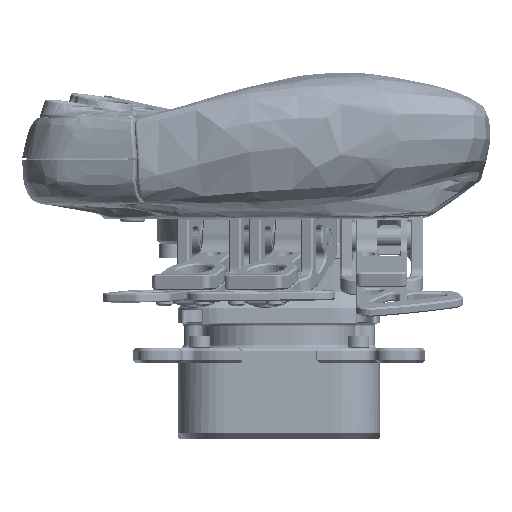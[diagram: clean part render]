
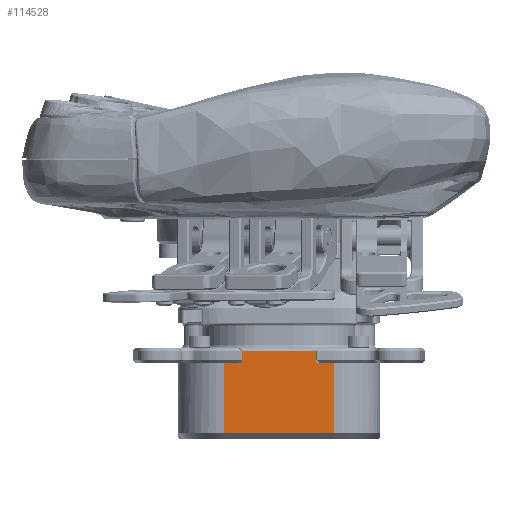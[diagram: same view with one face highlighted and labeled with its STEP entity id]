
A CAD part, left-side view. The second image highlights one B-rep face of the part: STEP entity #114528.
In plain terms, the highlighted planar face has unit normal (-1, 0, 0).
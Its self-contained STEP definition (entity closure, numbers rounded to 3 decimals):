
#4896=PLANE('',#123417);
#13286=FACE_OUTER_BOUND('',#20348,.T.);
#20348=EDGE_LOOP('',(#105018,#105019,#105020,#105021,#105022,#105023,#105024,
#105025));
#37179=LINE('',#808183,#43042);
#37180=LINE('',#808188,#43043);
#37181=LINE('',#808190,#43044);
#37182=LINE('',#808192,#43045);
#37183=LINE('',#808194,#43046);
#37184=LINE('',#808195,#43047);
#37185=LINE('',#808197,#43048);
#37186=LINE('',#808198,#43049);
#43042=VECTOR('',#146375,10.);
#43043=VECTOR('',#146380,10.);
#43044=VECTOR('',#146381,10.);
#43045=VECTOR('',#146382,10.);
#43046=VECTOR('',#146383,10.);
#43047=VECTOR('',#146384,10.);
#43048=VECTOR('',#146385,10.);
#43049=VECTOR('',#146386,10.);
#53870=VERTEX_POINT('',#808180);
#53871=VERTEX_POINT('',#808182);
#53872=VERTEX_POINT('',#808186);
#53873=VERTEX_POINT('',#808187);
#53874=VERTEX_POINT('',#808189);
#53875=VERTEX_POINT('',#808191);
#53876=VERTEX_POINT('',#808193);
#53877=VERTEX_POINT('',#808196);
#71025=EDGE_CURVE('',#53871,#53870,#37179,.T.);
#71027=EDGE_CURVE('',#53872,#53873,#37180,.T.);
#71028=EDGE_CURVE('',#53872,#53874,#37181,.T.);
#71029=EDGE_CURVE('',#53874,#53875,#37182,.T.);
#71030=EDGE_CURVE('',#53876,#53875,#37183,.T.);
#71031=EDGE_CURVE('',#53876,#53871,#37184,.T.);
#71032=EDGE_CURVE('',#53870,#53877,#37185,.T.);
#71033=EDGE_CURVE('',#53877,#53873,#37186,.T.);
#105018=ORIENTED_EDGE('',*,*,#71027,.F.);
#105019=ORIENTED_EDGE('',*,*,#71028,.T.);
#105020=ORIENTED_EDGE('',*,*,#71029,.T.);
#105021=ORIENTED_EDGE('',*,*,#71030,.F.);
#105022=ORIENTED_EDGE('',*,*,#71031,.T.);
#105023=ORIENTED_EDGE('',*,*,#71025,.T.);
#105024=ORIENTED_EDGE('',*,*,#71032,.T.);
#105025=ORIENTED_EDGE('',*,*,#71033,.T.);
#114528=ADVANCED_FACE('',(#13286),#4896,.T.);
#123417=AXIS2_PLACEMENT_3D('',#808185,#146378,#146379);
#146375=DIRECTION('',(0.,0.,1.));
#146378=DIRECTION('center_axis',(-1.,0.,0.));
#146379=DIRECTION('ref_axis',(0.,-1.,0.));
#146380=DIRECTION('',(0.,-1.,0.));
#146381=DIRECTION('',(0.,0.,-1.));
#146382=DIRECTION('',(0.,1.,0.));
#146383=DIRECTION('',(0.,0.,1.));
#146384=DIRECTION('',(0.,-1.,0.));
#146385=DIRECTION('',(0.,1.,0.));
#146386=DIRECTION('',(0.,0.,1.));
#808180=CARTESIAN_POINT('',(-30.,-18.,-67.));
#808182=CARTESIAN_POINT('',(-30.,-18.,-90.));
#808183=CARTESIAN_POINT('',(-30.,-18.,-85.5));
#808185=CARTESIAN_POINT('Origin',(-30.,18.,-85.5));
#808186=CARTESIAN_POINT('',(-30.,12.,-63.));
#808187=CARTESIAN_POINT('',(-30.,-12.,-63.));
#808188=CARTESIAN_POINT('',(-30.,9.,-63.));
#808189=CARTESIAN_POINT('',(-30.,12.,-67.));
#808190=CARTESIAN_POINT('',(-30.,12.,-73.75));
#808191=CARTESIAN_POINT('',(-30.,18.,-67.));
#808192=CARTESIAN_POINT('',(-30.,20.25,-67.));
#808193=CARTESIAN_POINT('',(-30.,18.,-90.));
#808194=CARTESIAN_POINT('',(-30.,18.,-85.5));
#808195=CARTESIAN_POINT('',(-30.,0.,-90.));
#808196=CARTESIAN_POINT('',(-30.,-12.,-67.));
#808197=CARTESIAN_POINT('',(-30.,-2.25,-67.));
#808198=CARTESIAN_POINT('',(-30.,-12.,-73.75));
